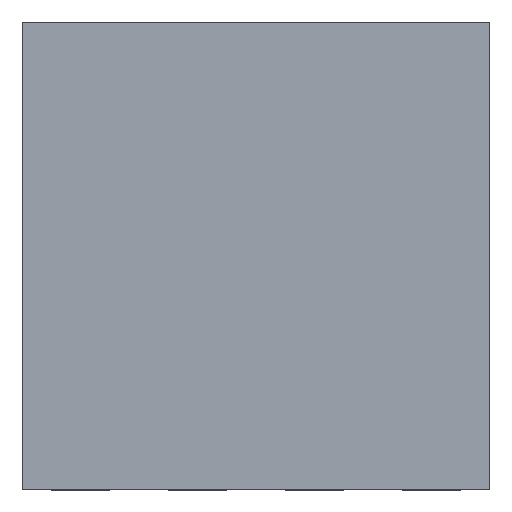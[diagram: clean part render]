
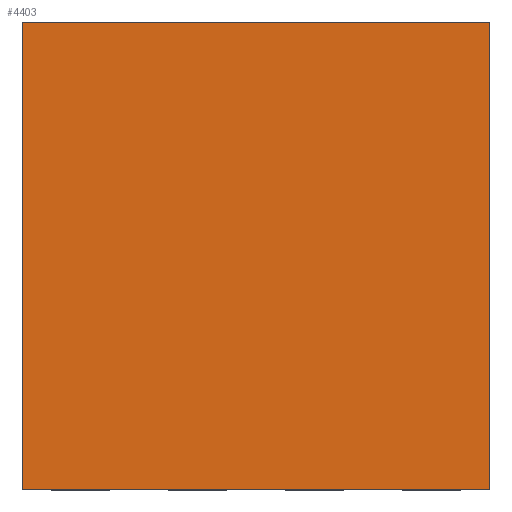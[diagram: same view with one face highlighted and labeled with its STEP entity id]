
A CAD part, top view. The second image highlights one B-rep face of the part: STEP entity #4403.
In plain terms, the highlighted face is planar.
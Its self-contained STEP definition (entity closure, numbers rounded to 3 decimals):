
#3408=DIRECTION('',(0.,0.,1.));
#3409=VECTOR('',#3408,1.6);
#3410=CARTESIAN_POINT('',(-0.8,0.375,-0.8));
#3411=LINE('',#3410,#3409);
#3415=DIRECTION('',(-1.,0.,0.));
#3416=VECTOR('',#3415,1.6);
#3417=CARTESIAN_POINT('',(0.8,0.375,-0.8));
#3418=LINE('',#3417,#3416);
#3422=DIRECTION('',(0.,0.,-1.));
#3423=VECTOR('',#3422,1.6);
#3424=CARTESIAN_POINT('',(0.8,0.375,0.8));
#3425=LINE('',#3424,#3423);
#3429=DIRECTION('',(1.,0.,0.));
#3430=VECTOR('',#3429,1.6);
#3431=CARTESIAN_POINT('',(-0.8,0.375,0.8));
#3432=LINE('',#3431,#3430);
#3716=CARTESIAN_POINT('',(-0.8,0.375,-0.8));
#3717=CARTESIAN_POINT('',(-0.8,0.375,0.8));
#3718=VERTEX_POINT('',#3716);
#3719=VERTEX_POINT('',#3717);
#3720=CARTESIAN_POINT('',(0.8,0.375,0.8));
#3721=VERTEX_POINT('',#3720);
#3722=CARTESIAN_POINT('',(0.8,0.375,-0.8));
#3723=VERTEX_POINT('',#3722);
#4390=CARTESIAN_POINT('',(0.,0.375,0.));
#4391=DIRECTION('',(0.,1.,0.));
#4392=DIRECTION('',(1.,0.,0.));
#4393=AXIS2_PLACEMENT_3D('',#4390,#4391,#4392);
#4394=PLANE('',#4393);
#4395=ORIENTED_EDGE('',*,*,#4323,.F.);
#4396=ORIENTED_EDGE('',*,*,#4096,.F.);
#4398=ORIENTED_EDGE('',*,*,#4397,.F.);
#4400=ORIENTED_EDGE('',*,*,#4399,.F.);
#4401=EDGE_LOOP('',(#4395,#4396,#4398,#4400));
#4402=FACE_OUTER_BOUND('',#4401,.F.);
#4096=EDGE_CURVE('',#3723,#3718,#3418,.T.);
#4323=EDGE_CURVE('',#3718,#3719,#3411,.T.);
#4397=EDGE_CURVE('',#3721,#3723,#3425,.T.);
#4399=EDGE_CURVE('',#3719,#3721,#3432,.T.);
#4403=ADVANCED_FACE('',(#4402),#4394,.T.);
